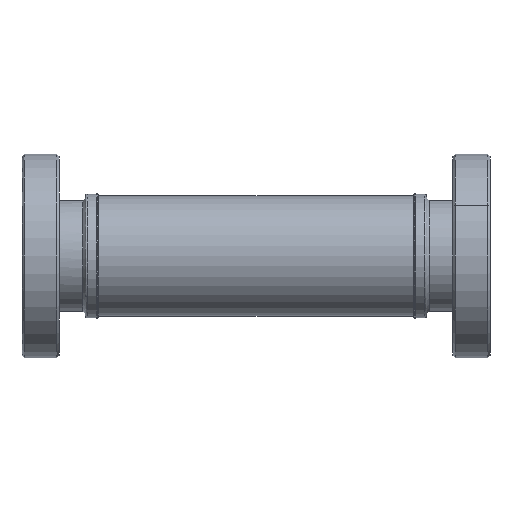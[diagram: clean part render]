
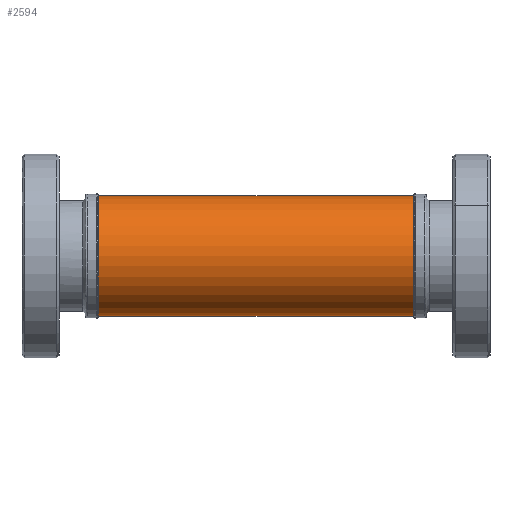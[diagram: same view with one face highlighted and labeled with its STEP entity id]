
A CAD part, left-side view. The second image highlights one B-rep face of the part: STEP entity #2594.
In plain terms, the highlighted cylindrical face has radius 20.637 mm (diameter 41.275 mm), a partial arc.
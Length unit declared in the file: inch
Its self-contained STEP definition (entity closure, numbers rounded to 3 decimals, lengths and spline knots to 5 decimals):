
#193 = CARTESIAN_POINT ( 'NONE',  ( -0.28853, -0.9679, -1.11709 ) ) ;
#278 = CARTESIAN_POINT ( 'NONE',  ( -0.28853, -5.5129, 0.50791 ) ) ;
#294 = CARTESIAN_POINT ( 'NONE',  ( -0.28853, -0.9679, 0.50791 ) ) ;
#337 = CARTESIAN_POINT ( 'NONE',  ( -1.10103, -0.9679, -0.30459 ) ) ;
#348 = CARTESIAN_POINT ( 'NONE',  ( -0.28853, -5.5129, -1.11709 ) ) ;
#1590 = EDGE_LOOP ( 'NONE', ( #3231, #4905, #3281, #3018, #3043 ) ) ;
#1748 = VERTEX_POINT ( 'NONE', #193 ) ;
#1883 = VERTEX_POINT ( 'NONE', #278 ) ;
#1899 = VERTEX_POINT ( 'NONE', #294 ) ;
#1945 = VERTEX_POINT ( 'NONE', #337 ) ;
#1969 = VERTEX_POINT ( 'NONE', #348 ) ;
#2594 = ADVANCED_FACE ( 'NONE', ( #3654 ), #3657, .T. ) ;
#2607 = EDGE_CURVE ( 'NONE', #1969, #1883, #2720, .T. ) ;
#2608 = EDGE_CURVE ( 'NONE', #1945, #1748, #2730, .T. ) ;
#2648 = EDGE_CURVE ( 'NONE', #1969, #1748, #4041, .T. ) ;
#2720 = CIRCLE ( 'NONE', #2726, 0.8125 ) ;
#2726 = AXIS2_PLACEMENT_3D ( 'NONE', #3717, #3718, #3719 ) ;
#2730 = CIRCLE ( 'NONE', #2732, 0.8125 ) ;
#2732 = AXIS2_PLACEMENT_3D ( 'NONE', #3721, #3722, #3723 ) ;
#2741 = AXIS2_PLACEMENT_3D ( 'NONE', #3655, #3652, #3658 ) ;
#2935 = VECTOR ( 'NONE', #4047, 39.37008 ) ;
#3018 = ORIENTED_EDGE ( 'NONE', *, *, #4759, .T. ) ;
#3043 = ORIENTED_EDGE ( 'NONE', *, *, #2608, .T. ) ;
#3231 = ORIENTED_EDGE ( 'NONE', *, *, #2648, .F. ) ;
#3281 = ORIENTED_EDGE ( 'NONE', *, *, #4774, .T. ) ;
#3392 = VECTOR ( 'NONE', #5872, 39.37008 ) ;
#3415 = CIRCLE ( 'NONE', #3431, 0.8125 ) ;
#3431 = AXIS2_PLACEMENT_3D ( 'NONE', #5828, #5829, #5830 ) ;
#3652 = DIRECTION ( 'NONE',  ( 0., 1., 0. ) ) ;
#3654 = FACE_OUTER_BOUND ( 'NONE', #1590, .T. ) ;
#3655 = CARTESIAN_POINT ( 'NONE',  ( -0.28853, -0.86993, -0.30459 ) ) ;
#3657 = CYLINDRICAL_SURFACE ( 'NONE', #2741, 0.8125 ) ;
#3658 = DIRECTION ( 'NONE',  ( 0., 0., 1. ) ) ;
#3717 = CARTESIAN_POINT ( 'NONE',  ( -0.28853, -5.5129, -0.30459 ) ) ;
#3718 = DIRECTION ( 'NONE',  ( 0., 1., 0. ) ) ;
#3719 = DIRECTION ( 'NONE',  ( 0., 0., 1. ) ) ;
#3721 = CARTESIAN_POINT ( 'NONE',  ( -0.28853, -0.9679, -0.30459 ) ) ;
#3722 = DIRECTION ( 'NONE',  ( 0., -1., 0. ) ) ;
#3723 = DIRECTION ( 'NONE',  ( 0., 0., 1. ) ) ;
#4041 = LINE ( 'NONE', #4046, #2935 ) ;
#4046 = CARTESIAN_POINT ( 'NONE',  ( -0.28853, -0.86993, -1.11709 ) ) ;
#4047 = DIRECTION ( 'NONE',  ( 0., 1., 0. ) ) ;
#4759 = EDGE_CURVE ( 'NONE', #1899, #1945, #3415, .T. ) ;
#4774 = EDGE_CURVE ( 'NONE', #1883, #1899, #5870, .T. ) ;
#4905 = ORIENTED_EDGE ( 'NONE', *, *, #2607, .T. ) ;
#5828 = CARTESIAN_POINT ( 'NONE',  ( -0.28853, -0.9679, -0.30459 ) ) ;
#5829 = DIRECTION ( 'NONE',  ( 0., -1., 0. ) ) ;
#5830 = DIRECTION ( 'NONE',  ( 0., 0., 1. ) ) ;
#5870 = LINE ( 'NONE', #5871, #3392 ) ;
#5871 = CARTESIAN_POINT ( 'NONE',  ( -0.28853, -0.86993, 0.50791 ) ) ;
#5872 = DIRECTION ( 'NONE',  ( 0., 1., 0. ) ) ;
